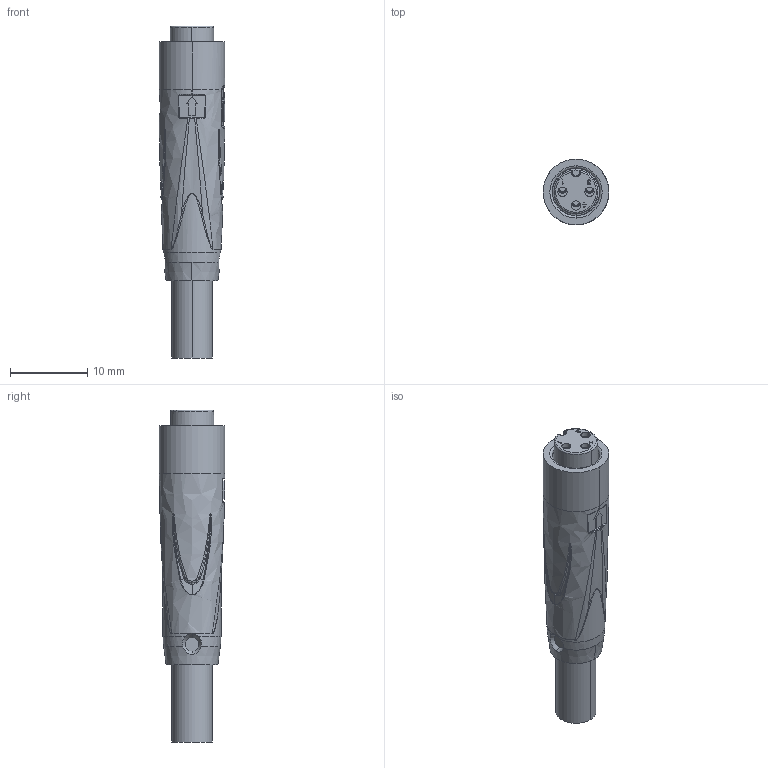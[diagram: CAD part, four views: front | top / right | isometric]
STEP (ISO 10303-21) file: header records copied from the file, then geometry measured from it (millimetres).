
FILE_DESCRIPTION((''),'2;1');
FILE_NAME('CAD-9209_SW0001','2024-10-22T10:32:28',('creinig-se'),(''),'CREO PARAMETRIC BY PTC INC, 2022284','CREO PARAMETRIC BY PTC INC, 2022284','');
FILE_SCHEMA(('CONFIG_CONTROL_DESIGN','SHAPE_APPEARANCE_LAYERS_GROUPS'));
Length unit declared in the file: millimetre
Products named in the file (1): CAD-9209_SW0001
Bounding box: 8.5 x 8.5 x 42.9 mm (x, y, z)
Volume: 1709.4 mm3; surface area: 1627.1 mm2
Topology: 1 solids, 1 shells, 460 faces, 1241 edges, 795 vertices
Faces by surface type: plane 243, bspline 95, cylinder 82, torus 26, cone 14
Entity records: 27426 total; most frequent: CARTESIAN_POINT 13386, ORIENTED_EDGE 2482, DIRECTION 1903, EDGE_CURVE 1241, VERTEX_POINT 795, VECTOR 639, LINE 639, AXIS2_PLACEMENT_3D 632
